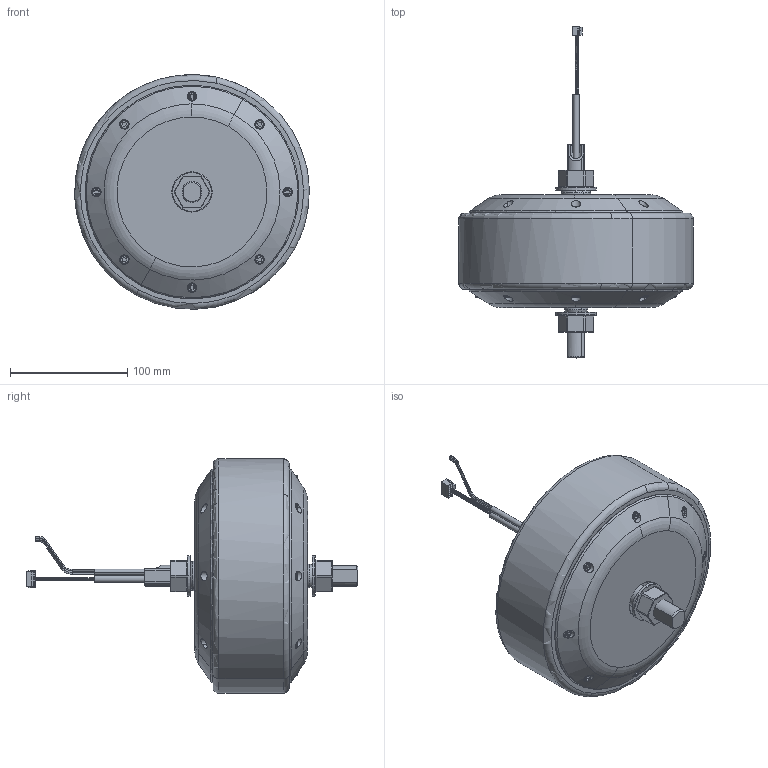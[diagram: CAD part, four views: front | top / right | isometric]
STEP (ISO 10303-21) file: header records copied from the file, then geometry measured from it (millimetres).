
FILE_DESCRIPTION(('CATIA V5 STEP Exchange'),'2;1');
FILE_NAME('ZLLG80ASM800 V1.0.stp','2022-02-21T06:02:18+00:00',('none'),('none'),'CATIA Version 5 Release 20 GA (IN-10)','CATIA V5 STEP AP203','none');
FILE_SCHEMA(('CONFIG_CONTROL_DESIGN'));
Length unit declared in the file: millimetre
Products named in the file (23): ZLLG80ASM800_V1_0_ASM; _X2_4EA754C1_X0_3_ASM; _X2_96F64EF6_X0_6; _X2_96F64EF6_X0_7; _X2_96F64EF6_X0_8; _X2_96F64EF6_X0_10; _X2_96F64EF6_X0_11; _X2_96F64EF6_X0_12; _X2_96F64EF6_X0_13; _X2_96F64EF6_X0_14; _X2_96F64EF6_X0_15; _X2_96F64EF6_X0_17; _X2_96F64EF6_X0_18; _X2_96F64EF6_X0_19; _X2_96F64EF6_X0_4_ASM; _X2_96F64EF6_X0_20; _X2_96F64EF6_X0_9; _X2_96F64EF6_X0_23; _X2_96F64EF6_X0_24; _X2_96F64EF6_X0_3_1_1; _X2_96F64EF6_X0_1_1_1; 5G-shuang.1; 5G-shuang
Assembly tree (50 placements, depth 4):
  ZLLG80ASM800_V1_0_ASM
    _X2_4EA754C1_X0_3_ASM
      #66
      _X2_96F64EF6_X0_6
      _X2_96F64EF6_X0_7
      _X2_96F64EF6_X0_8
      _X2_96F64EF6_X0_10
      _X2_96F64EF6_X0_11
      _X2_96F64EF6_X0_12
      _X2_96F64EF6_X0_13
      _X2_96F64EF6_X0_14  x2
      _X2_96F64EF6_X0_15
      _X2_96F64EF6_X0_17
      _X2_96F64EF6_X0_18
      _X2_96F64EF6_X0_19
      _X2_96F64EF6_X0_4_ASM
        #2946
        #3611
        #4278
        #4946
        #5614
        #6279
        #6944
        #7615
      _X2_96F64EF6_X0_20
      #8408
      #8812
      _X2_96F64EF6_X0_9
      _X2_96F64EF6_X0_23
      _X2_96F64EF6_X0_24
      #11958
      #12197
      #17716
      _X2_96F64EF6_X0_3_1_1
      _X2_96F64EF6_X0_1_1_1
    #23763  x2
    #23980  x2
    5G-shuang.1
      #24882
      #24905
      #24928
      #26405
    #28595
    5G-shuang
      #28707
      #24905
      #28745
      #29922
Bounding box: 199.93 x 282.93 x 199.9 mm (x, y, z)
Volume: 2216373.5 mm3; surface area: 405057.7 mm2
Topology: 24 solids, 24 shells, 893 faces, 2261 edges, 1479 vertices
Faces by surface type: cylinder 363, plane 356, cone 93, torus 75, bspline 6
Entity records: 29847 total; most frequent: CARTESIAN_POINT 9339, ORIENTED_EDGE 4262, DIRECTION 3552, EDGE_CURVE 2131, AXIS2_PLACEMENT_3D 1648, VERTEX_POINT 1411, VECTOR 1005, LINE 1005
